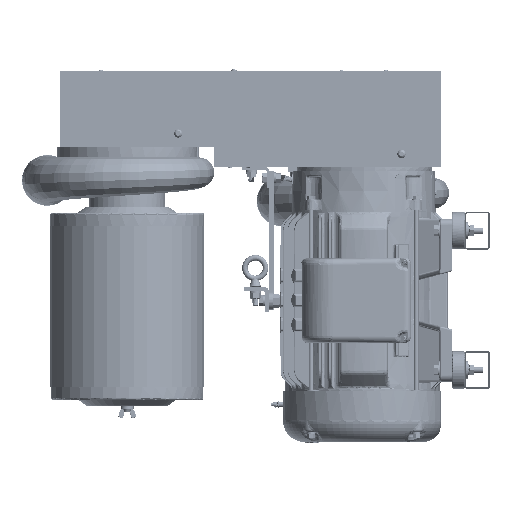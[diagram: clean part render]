
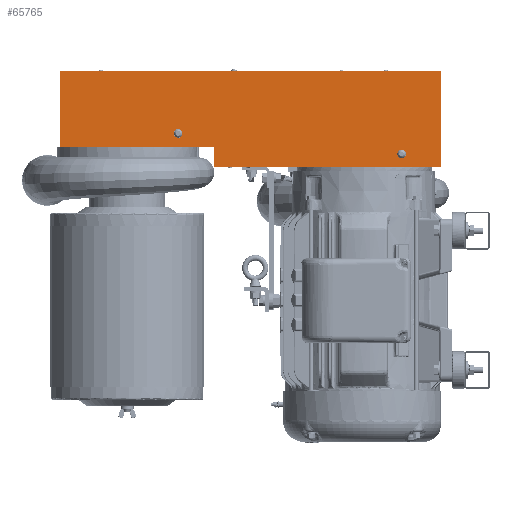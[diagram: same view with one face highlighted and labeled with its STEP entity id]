
A CAD part, left-side view. The second image highlights one B-rep face of the part: STEP entity #65765.
In plain terms, the highlighted planar face has unit normal (-1, 0, 0).
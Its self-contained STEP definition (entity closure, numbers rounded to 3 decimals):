
#1248=FACE_BOUND('',#15941,.T.);
#1249=FACE_BOUND('',#15942,.T.);
#2046=PLANE('',#71630);
#4639=LINE('',#140090,#7249);
#4673=LINE('',#140434,#7283);
#4674=LINE('',#140438,#7284);
#4675=LINE('',#140440,#7285);
#4676=LINE('',#140441,#7286);
#4677=LINE('',#140442,#7287);
#7249=VECTOR('',#83463,0.394);
#7283=VECTOR('',#83539,0.394);
#7284=VECTOR('',#83542,0.394);
#7285=VECTOR('',#83543,0.394);
#7286=VECTOR('',#83544,0.394);
#7287=VECTOR('',#83545,0.394);
#11461=FACE_OUTER_BOUND('',#15940,.T.);
#15940=EDGE_LOOP('',(#50394,#50395,#50396,#50397,#50398,#50399));
#15941=EDGE_LOOP('',(#50400));
#15942=EDGE_LOOP('',(#50401));
#23334=CIRCLE('',#71631,0.341);
#23335=CIRCLE('',#71632,0.341);
#28239=VERTEX_POINT('',#140087);
#28240=VERTEX_POINT('',#140089);
#28267=VERTEX_POINT('',#140432);
#28268=VERTEX_POINT('',#140436);
#28269=VERTEX_POINT('',#140437);
#28270=VERTEX_POINT('',#140439);
#28271=VERTEX_POINT('',#140443);
#28272=VERTEX_POINT('',#140445);
#36182=EDGE_CURVE('',#28240,#28239,#4639,.F.);
#36229=EDGE_CURVE('',#28239,#28267,#4673,.F.);
#36230=EDGE_CURVE('',#28268,#28269,#4674,.F.);
#36231=EDGE_CURVE('',#28268,#28270,#4675,.T.);
#36232=EDGE_CURVE('',#28270,#28240,#4676,.T.);
#36233=EDGE_CURVE('',#28269,#28267,#4677,.F.);
#36234=EDGE_CURVE('',#28271,#28271,#23334,.T.);
#36235=EDGE_CURVE('',#28272,#28272,#23335,.F.);
#50394=ORIENTED_EDGE('',*,*,#36230,.F.);
#50395=ORIENTED_EDGE('',*,*,#36231,.T.);
#50396=ORIENTED_EDGE('',*,*,#36232,.T.);
#50397=ORIENTED_EDGE('',*,*,#36182,.T.);
#50398=ORIENTED_EDGE('',*,*,#36229,.T.);
#50399=ORIENTED_EDGE('',*,*,#36233,.F.);
#50400=ORIENTED_EDGE('',*,*,#36234,.T.);
#50401=ORIENTED_EDGE('',*,*,#36235,.T.);
#65765=ADVANCED_FACE('',(#11461,#1248,#1249),#2046,.T.);
#71630=AXIS2_PLACEMENT_3D('',#140435,#83540,#83541);
#71631=AXIS2_PLACEMENT_3D('',#140444,#83546,#83547);
#71632=AXIS2_PLACEMENT_3D('',#140446,#83548,#83549);
#83463=DIRECTION('',(0.,1.,0.));
#83539=DIRECTION('',(0.,0.,1.));
#83540=DIRECTION('center_axis',(-1.,0.,0.));
#83541=DIRECTION('ref_axis',(0.,1.,0.));
#83542=DIRECTION('',(0.,0.,1.));
#83543=DIRECTION('',(0.,1.,0.));
#83544=DIRECTION('',(0.,0.,-1.));
#83545=DIRECTION('',(0.,-1.,0.));
#83546=DIRECTION('center_axis',(1.,0.,0.));
#83547=DIRECTION('ref_axis',(0.,-1.,0.));
#83548=DIRECTION('center_axis',(-1.,0.,0.));
#83549=DIRECTION('ref_axis',(0.,-1.,0.));
#140087=CARTESIAN_POINT('',(17.331,22.754,-6.005));
#140089=CARTESIAN_POINT('',(17.331,34.959,-6.005));
#140090=CARTESIAN_POINT('',(17.331,12.406,-6.005));
#140432=CARTESIAN_POINT('',(17.331,22.754,-7.63));
#140434=CARTESIAN_POINT('',(17.331,22.754,-3.815));
#140435=CARTESIAN_POINT('Origin',(17.331,4.879,0.));
#140436=CARTESIAN_POINT('',(17.331,4.879,0.));
#140437=CARTESIAN_POINT('',(17.331,4.879,-7.63));
#140438=CARTESIAN_POINT('',(17.331,4.879,0.));
#140439=CARTESIAN_POINT('',(17.331,34.959,0.));
#140440=CARTESIAN_POINT('',(17.331,11.067,0.));
#140441=CARTESIAN_POINT('',(17.331,34.959,0.));
#140442=CARTESIAN_POINT('',(17.331,11.067,-7.63));
#140443=CARTESIAN_POINT('',(17.331,25.88,-4.725));
#140444=CARTESIAN_POINT('Origin',(17.331,25.62,-4.945));
#140445=CARTESIAN_POINT('',(17.331,8.311,-6.571));
#140446=CARTESIAN_POINT('Origin',(17.331,7.97,-6.571));
